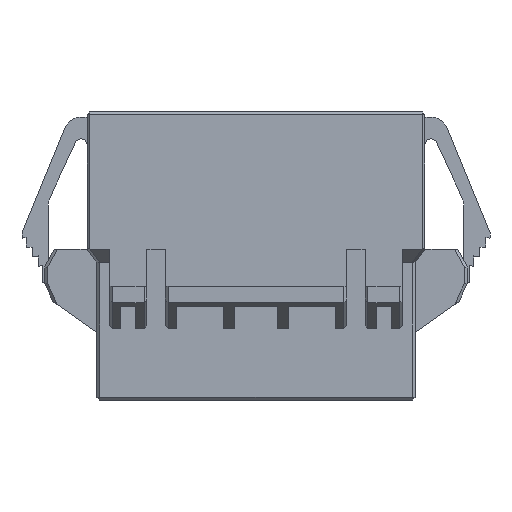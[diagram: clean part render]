
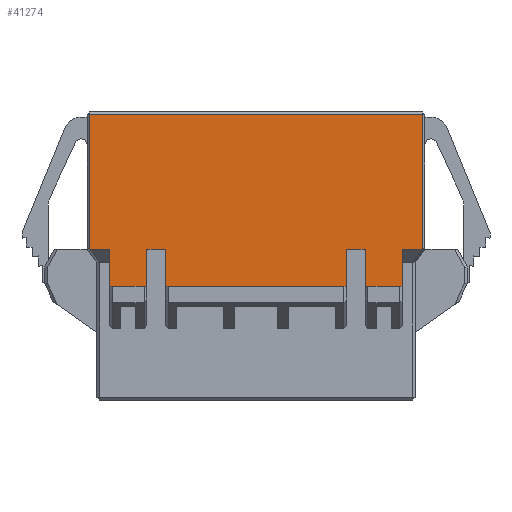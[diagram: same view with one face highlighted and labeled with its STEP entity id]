
A CAD part, front view. The second image highlights one B-rep face of the part: STEP entity #41274.
In plain terms, the highlighted planar face has unit normal (0, -1, 0).
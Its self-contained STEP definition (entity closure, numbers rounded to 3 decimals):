
#40781=CARTESIAN_POINT('',(12.08,-5.65,0.5));
#40782=VERTEX_POINT('',#40781);
#40789=CARTESIAN_POINT('',(10.65,-5.65,0.5));
#40790=VERTEX_POINT('',#40789);
#40791=CARTESIAN_POINT('',(12.08,-5.65,0.5));
#40792=DIRECTION('',(-1.,0.,0.));
#40793=VECTOR('',#40792,1.43);
#40794=LINE('',#40791,#40793);
#40795=EDGE_CURVE('',#40782,#40790,#40794,.T.);
#40813=CARTESIAN_POINT('',(-10.65,-5.65,0.5));
#40814=VERTEX_POINT('',#40813);
#40821=CARTESIAN_POINT('',(-12.08,-5.65,0.5));
#40822=VERTEX_POINT('',#40821);
#40823=CARTESIAN_POINT('',(-10.65,-5.65,0.5));
#40824=DIRECTION('',(-1.,0.,0.));
#40825=VECTOR('',#40824,1.43);
#40826=LINE('',#40823,#40825);
#40827=EDGE_CURVE('',#40814,#40822,#40826,.T.);
#40851=CARTESIAN_POINT('',(12.1,-5.65,10.3));
#40852=VERTEX_POINT('',#40851);
#40891=CARTESIAN_POINT('',(-12.1,-5.65,10.3));
#40892=VERTEX_POINT('',#40891);
#40899=CARTESIAN_POINT('',(-12.1,-5.65,10.3));
#40900=DIRECTION('',(1.,0.,0.));
#40901=VECTOR('',#40900,24.2);
#40902=LINE('',#40899,#40901);
#40903=EDGE_CURVE('',#40892,#40852,#40902,.T.);
#40949=CARTESIAN_POINT('',(12.1,-5.65,0.512));
#40950=VERTEX_POINT('',#40949);
#40951=CARTESIAN_POINT('',(12.1,-5.65,10.3));
#40952=DIRECTION('',(0.,0.,-1.));
#40953=VECTOR('',#40952,9.788);
#40954=LINE('',#40951,#40953);
#40955=EDGE_CURVE('',#40852,#40950,#40954,.T.);
#40975=CARTESIAN_POINT('',(12.1,-5.65,0.512));
#40976=DIRECTION('',(-0.852,0.,-0.524));
#40977=VECTOR('',#40976,0.023);
#40978=LINE('',#40975,#40977);
#40979=EDGE_CURVE('',#40950,#40782,#40978,.T.);
#40999=CARTESIAN_POINT('',(-12.1,-5.65,0.512));
#41000=VERTEX_POINT('',#40999);
#41007=CARTESIAN_POINT('',(-12.1,-5.65,0.512));
#41008=DIRECTION('',(0.,0.,1.));
#41009=VECTOR('',#41008,9.788);
#41010=LINE('',#41007,#41009);
#41011=EDGE_CURVE('',#41000,#40892,#41010,.T.);
#41031=CARTESIAN_POINT('',(-12.08,-5.65,0.5));
#41032=DIRECTION('',(-0.852,0.,0.524));
#41033=VECTOR('',#41032,0.023);
#41034=LINE('',#41031,#41033);
#41035=EDGE_CURVE('',#40822,#41000,#41034,.T.);
#41099=CARTESIAN_POINT('',(-10.65,-5.65,-2.2));
#41100=VERTEX_POINT('',#41099);
#41101=CARTESIAN_POINT('',(-10.65,-5.65,-2.2));
#41102=DIRECTION('',(0.,0.,1.));
#41103=VECTOR('',#41102,2.7);
#41104=LINE('',#41101,#41103);
#41105=EDGE_CURVE('',#41100,#40814,#41104,.T.);
#41146=CARTESIAN_POINT('',(10.65,-5.65,-2.2));
#41147=VERTEX_POINT('',#41146);
#41179=CARTESIAN_POINT('',(10.65,-5.65,0.5));
#41180=DIRECTION('',(0.,0.,-1.));
#41181=VECTOR('',#41180,2.7);
#41182=LINE('',#41179,#41181);
#41183=EDGE_CURVE('',#40790,#41147,#41182,.T.);
#41188=CARTESIAN_POINT('',(0.,-5.65,1.725));
#41189=DIRECTION('',(1.,0.,0.));
#41190=DIRECTION('',(0.,-1.,0.));
#41191=AXIS2_PLACEMENT_3D('',#41188,#41190,#41189);
#41192=PLANE('',#41191);
#41193=CARTESIAN_POINT('',(-7.95,-5.65,-2.2));
#41194=VERTEX_POINT('',#41193);
#41195=CARTESIAN_POINT('',(-10.65,-5.65,-2.2));
#41196=DIRECTION('',(1.,0.,0.));
#41197=VECTOR('',#41196,2.7);
#41198=LINE('',#41195,#41197);
#41199=EDGE_CURVE('',#41100,#41194,#41198,.T.);
#41200=ORIENTED_EDGE('',*,*,#41199,.T.);
#41201=CARTESIAN_POINT('',(-7.95,-5.65,0.5));
#41202=VERTEX_POINT('',#41201);
#41203=CARTESIAN_POINT('',(-7.95,-5.65,-2.2));
#41204=DIRECTION('',(0.,0.,1.));
#41205=VECTOR('',#41204,2.7);
#41206=LINE('',#41203,#41205);
#41207=EDGE_CURVE('',#41194,#41202,#41206,.T.);
#41208=ORIENTED_EDGE('',*,*,#41207,.T.);
#41209=CARTESIAN_POINT('',(-6.6,-5.65,0.5));
#41210=VERTEX_POINT('',#41209);
#41211=CARTESIAN_POINT('',(-7.95,-5.65,0.5));
#41212=DIRECTION('',(1.,0.,0.));
#41213=VECTOR('',#41212,1.35);
#41214=LINE('',#41211,#41213);
#41215=EDGE_CURVE('',#41202,#41210,#41214,.T.);
#41216=ORIENTED_EDGE('',*,*,#41215,.T.);
#41217=CARTESIAN_POINT('',(-6.6,-5.65,-2.2));
#41218=VERTEX_POINT('',#41217);
#41219=CARTESIAN_POINT('',(-6.6,-5.65,0.5));
#41220=DIRECTION('',(0.,0.,-1.));
#41221=VECTOR('',#41220,2.7);
#41222=LINE('',#41219,#41221);
#41223=EDGE_CURVE('',#41210,#41218,#41222,.T.);
#41224=ORIENTED_EDGE('',*,*,#41223,.T.);
#41225=CARTESIAN_POINT('',(6.6,-5.65,-2.2));
#41226=VERTEX_POINT('',#41225);
#41227=CARTESIAN_POINT('',(-6.6,-5.65,-2.2));
#41228=DIRECTION('',(1.,0.,0.));
#41229=VECTOR('',#41228,13.2);
#41230=LINE('',#41227,#41229);
#41231=EDGE_CURVE('',#41218,#41226,#41230,.T.);
#41232=ORIENTED_EDGE('',*,*,#41231,.T.);
#41233=CARTESIAN_POINT('',(6.6,-5.65,0.5));
#41234=VERTEX_POINT('',#41233);
#41235=CARTESIAN_POINT('',(6.6,-5.65,-2.2));
#41236=DIRECTION('',(0.,0.,1.));
#41237=VECTOR('',#41236,2.7);
#41238=LINE('',#41235,#41237);
#41239=EDGE_CURVE('',#41226,#41234,#41238,.T.);
#41240=ORIENTED_EDGE('',*,*,#41239,.T.);
#41241=CARTESIAN_POINT('',(7.95,-5.65,0.5));
#41242=VERTEX_POINT('',#41241);
#41243=CARTESIAN_POINT('',(6.6,-5.65,0.5));
#41244=DIRECTION('',(1.,0.,0.));
#41245=VECTOR('',#41244,1.35);
#41246=LINE('',#41243,#41245);
#41247=EDGE_CURVE('',#41234,#41242,#41246,.T.);
#41248=ORIENTED_EDGE('',*,*,#41247,.T.);
#41249=CARTESIAN_POINT('',(7.95,-5.65,-2.2));
#41250=VERTEX_POINT('',#41249);
#41251=CARTESIAN_POINT('',(7.95,-5.65,0.5));
#41252=DIRECTION('',(0.,0.,-1.));
#41253=VECTOR('',#41252,2.7);
#41254=LINE('',#41251,#41253);
#41255=EDGE_CURVE('',#41242,#41250,#41254,.T.);
#41256=ORIENTED_EDGE('',*,*,#41255,.T.);
#41257=CARTESIAN_POINT('',(7.95,-5.65,-2.2));
#41258=DIRECTION('',(1.,0.,0.));
#41259=VECTOR('',#41258,2.7);
#41260=LINE('',#41257,#41259);
#41261=EDGE_CURVE('',#41250,#41147,#41260,.T.);
#41262=ORIENTED_EDGE('',*,*,#41261,.T.);
#41263=ORIENTED_EDGE('',*,*,#41183,.F.);
#41264=ORIENTED_EDGE('',*,*,#40795,.F.);
#41265=ORIENTED_EDGE('',*,*,#40979,.F.);
#41266=ORIENTED_EDGE('',*,*,#40955,.F.);
#41267=ORIENTED_EDGE('',*,*,#40903,.F.);
#41268=ORIENTED_EDGE('',*,*,#41011,.F.);
#41269=ORIENTED_EDGE('',*,*,#41035,.F.);
#41270=ORIENTED_EDGE('',*,*,#40827,.F.);
#41271=ORIENTED_EDGE('',*,*,#41105,.F.);
#41272=EDGE_LOOP('',(#41200,#41208,#41216,#41224,#41232,#41240,#41248,#41256,#41262,#41263,#41264,#41265,#41266,#41267,#41268,#41269,#41270,#41271));
#41273=FACE_OUTER_BOUND('',#41272,.T.);
#41274=ADVANCED_FACE('',(#41273),#41192,.T.);
